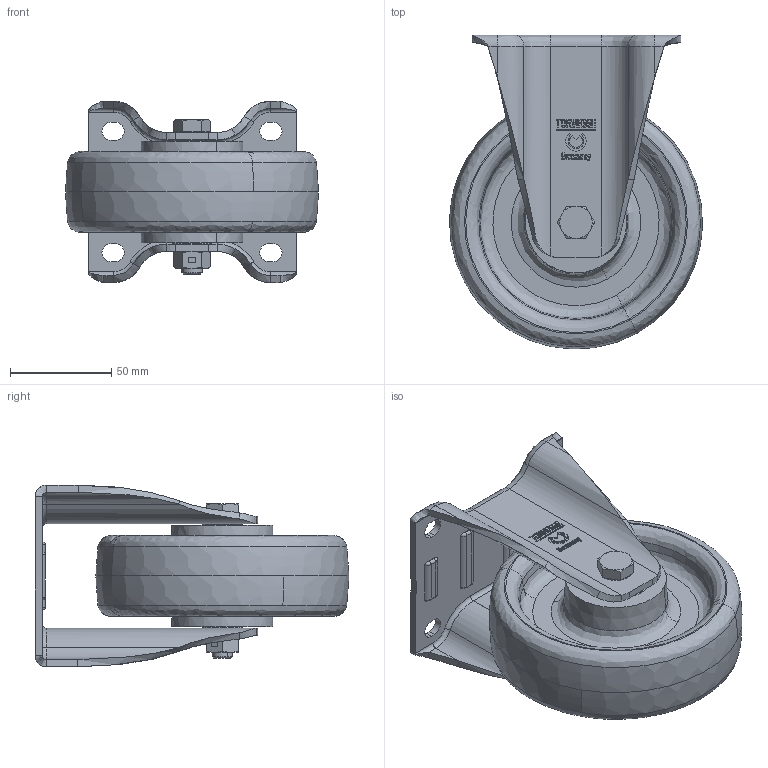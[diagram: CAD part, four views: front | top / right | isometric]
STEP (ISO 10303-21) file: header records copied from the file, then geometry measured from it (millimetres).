
FILE_DESCRIPTION (( 'STEP AP214' ), '1' );
FILE_NAME ('0021147.step', '2020-05-26T08:11:31', ( '' ), ( '' ), 'SwSTEP 2.0', 'SolidWorks 2018', '' );
FILE_SCHEMA (( 'AUTOMOTIVE_DESIGN' ));
Length unit declared in the file: millimetre
Products named in the file (1): 0021147
Bounding box: 124.98 x 154.99 x 89.74 mm (x, y, z)
Volume: 404178.2 mm3; surface area: 120191.6 mm2
Topology: 16 solids, 16 shells, 738 faces, 1778 edges, 1118 vertices
Faces by surface type: plane 341, cylinder 223, bspline 76, cone 56, torus 42
Entity records: 35517 total; most frequent: CARTESIAN_POINT 10031, DIRECTION 3572, ORIENTED_EDGE 3556, EDGE_CURVE 1778, AXIS2_PLACEMENT_3D 1273, VERTEX_POINT 1118, LINE 1026, VECTOR 1026
